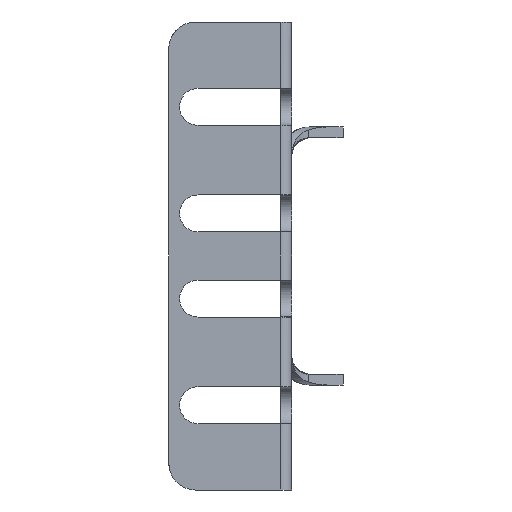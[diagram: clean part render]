
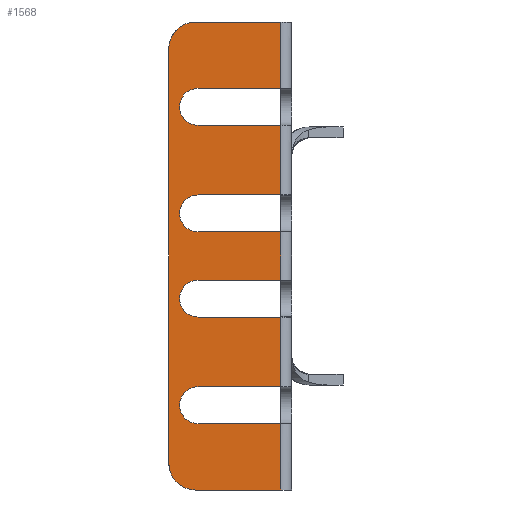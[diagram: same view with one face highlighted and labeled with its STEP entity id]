
A CAD part, left-side view. The second image highlights one B-rep face of the part: STEP entity #1568.
In plain terms, the highlighted free-form (B-spline) face has degree [1, 1] with [2, 2] control points.
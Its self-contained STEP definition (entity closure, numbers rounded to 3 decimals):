
#298=CARTESIAN_POINT('',(0.0,-16.7,-19.5));
#299=VERTEX_POINT('',#298);
#313=CARTESIAN_POINT('',(0.0,-4.35,-19.5));
#314=VERTEX_POINT('',#313);
#315=CARTESIAN_POINT('',(0.0,-16.7,-19.5));
#316=CARTESIAN_POINT('',(0.0,-4.35,-19.5));
#317=QUASI_UNIFORM_CURVE('',1,(#315,#316),.UNSPECIFIED.,.F.,.U.);
#318=EDGE_CURVE('',#299,#314,#317,.T.);
#347=CARTESIAN_POINT('',(0.0,-16.7,-25.0));
#348=VERTEX_POINT('',#347);
#380=CARTESIAN_POINT('',(0.0,-4.35,-25.0));
#381=VERTEX_POINT('',#380);
#387=CARTESIAN_POINT('',(0.0,-4.35,-25.0));
#388=CARTESIAN_POINT('',(0.0,-16.7,-25.0));
#389=QUASI_UNIFORM_CURVE('',1,(#387,#388),.UNSPECIFIED.,.F.,.U.);
#390=EDGE_CURVE('',#381,#348,#389,.T.);
#413=CARTESIAN_POINT('',(0.0,-4.35,-19.5));
#414=CARTESIAN_POINT('',(0.0,-1.6,-19.5));
#415=CARTESIAN_POINT('',(0.0,-1.6,-22.25));
#416=CARTESIAN_POINT('',(0.0,-1.6,-25.0));
#417=CARTESIAN_POINT('',(0.0,-4.35,-25.0));
#425=(BOUNDED_CURVE()B_SPLINE_CURVE(2,(#413,#414,#415,#416,#417),.UNSPECIFIED.,.F.,.U.)B_SPLINE_CURVE_WITH_KNOTS((3,2,3),(0.0,0.5,1.0),.UNSPECIFIED.)CURVE()GEOMETRIC_REPRESENTATION_ITEM()RATIONAL_B_SPLINE_CURVE((1.0,0.707,1.0,0.707,1.0))REPRESENTATION_ITEM(''));
#426=EDGE_CURVE('',#314,#381,#425,.T.);
#524=CARTESIAN_POINT('',(0.0,-16.7,-3.6));
#525=VERTEX_POINT('',#524);
#539=CARTESIAN_POINT('',(0.0,-4.35,-3.6));
#540=VERTEX_POINT('',#539);
#541=CARTESIAN_POINT('',(0.0,-16.7,-3.6));
#542=CARTESIAN_POINT('',(0.0,-4.35,-3.6));
#543=QUASI_UNIFORM_CURVE('',1,(#541,#542),.UNSPECIFIED.,.F.,.U.);
#544=EDGE_CURVE('',#525,#540,#543,.T.);
#573=CARTESIAN_POINT('',(0.0,-16.7,-9.1));
#574=VERTEX_POINT('',#573);
#606=CARTESIAN_POINT('',(0.0,-4.35,-9.1));
#607=VERTEX_POINT('',#606);
#613=CARTESIAN_POINT('',(0.0,-4.35,-9.1));
#614=CARTESIAN_POINT('',(0.0,-16.7,-9.1));
#615=QUASI_UNIFORM_CURVE('',1,(#613,#614),.UNSPECIFIED.,.F.,.U.);
#616=EDGE_CURVE('',#607,#574,#615,.T.);
#639=CARTESIAN_POINT('',(0.0,-4.35,-3.6));
#640=CARTESIAN_POINT('',(0.0,-1.6,-3.6));
#641=CARTESIAN_POINT('',(0.0,-1.6,-6.35));
#642=CARTESIAN_POINT('',(0.0,-1.6,-9.1));
#643=CARTESIAN_POINT('',(0.0,-4.35,-9.1));
#651=(BOUNDED_CURVE()B_SPLINE_CURVE(2,(#639,#640,#641,#642,#643),.UNSPECIFIED.,.F.,.U.)B_SPLINE_CURVE_WITH_KNOTS((3,2,3),(0.0,0.5,1.0),.UNSPECIFIED.)CURVE()GEOMETRIC_REPRESENTATION_ITEM()RATIONAL_B_SPLINE_CURVE((1.0,0.707,1.0,0.707,1.0))REPRESENTATION_ITEM(''));
#652=EDGE_CURVE('',#540,#607,#651,.T.);
#750=CARTESIAN_POINT('',(0.0,-16.7,9.1));
#751=VERTEX_POINT('',#750);
#765=CARTESIAN_POINT('',(0.0,-4.35,9.1));
#766=VERTEX_POINT('',#765);
#767=CARTESIAN_POINT('',(0.0,-16.7,9.1));
#768=CARTESIAN_POINT('',(0.0,-4.35,9.1));
#769=QUASI_UNIFORM_CURVE('',1,(#767,#768),.UNSPECIFIED.,.F.,.U.);
#770=EDGE_CURVE('',#751,#766,#769,.T.);
#799=CARTESIAN_POINT('',(0.0,-16.7,3.6));
#800=VERTEX_POINT('',#799);
#832=CARTESIAN_POINT('',(0.0,-4.35,3.6));
#833=VERTEX_POINT('',#832);
#839=CARTESIAN_POINT('',(0.0,-4.35,3.6));
#840=CARTESIAN_POINT('',(0.0,-16.7,3.6));
#841=QUASI_UNIFORM_CURVE('',1,(#839,#840),.UNSPECIFIED.,.F.,.U.);
#842=EDGE_CURVE('',#833,#800,#841,.T.);
#865=CARTESIAN_POINT('',(0.0,-4.35,9.1));
#866=CARTESIAN_POINT('',(0.0,-1.6,9.1));
#867=CARTESIAN_POINT('',(0.0,-1.6,6.35));
#868=CARTESIAN_POINT('',(0.0,-1.6,3.6));
#869=CARTESIAN_POINT('',(0.0,-4.35,3.6));
#877=(BOUNDED_CURVE()B_SPLINE_CURVE(2,(#865,#866,#867,#868,#869),.UNSPECIFIED.,.F.,.U.)B_SPLINE_CURVE_WITH_KNOTS((3,2,3),(0.0,0.5,1.0),.UNSPECIFIED.)CURVE()GEOMETRIC_REPRESENTATION_ITEM()RATIONAL_B_SPLINE_CURVE((1.0,0.707,1.0,0.707,1.0))REPRESENTATION_ITEM(''));
#878=EDGE_CURVE('',#766,#833,#877,.T.);
#976=CARTESIAN_POINT('',(0.0,-16.7,25.0));
#977=VERTEX_POINT('',#976);
#991=CARTESIAN_POINT('',(0.0,-4.35,25.0));
#992=VERTEX_POINT('',#991);
#993=CARTESIAN_POINT('',(0.0,-16.7,25.0));
#994=CARTESIAN_POINT('',(0.0,-4.35,25.0));
#995=QUASI_UNIFORM_CURVE('',1,(#993,#994),.UNSPECIFIED.,.F.,.U.);
#996=EDGE_CURVE('',#977,#992,#995,.T.);
#1025=CARTESIAN_POINT('',(0.0,-16.7,19.5));
#1026=VERTEX_POINT('',#1025);
#1056=CARTESIAN_POINT('',(0.0,-4.35,19.5));
#1057=VERTEX_POINT('',#1056);
#1063=CARTESIAN_POINT('',(0.0,-4.35,19.5));
#1064=CARTESIAN_POINT('',(0.0,-16.7,19.5));
#1065=QUASI_UNIFORM_CURVE('',1,(#1063,#1064),.UNSPECIFIED.,.F.,.U.);
#1066=EDGE_CURVE('',#1057,#1026,#1065,.T.);
#1089=CARTESIAN_POINT('',(0.0,-4.35,25.0));
#1090=CARTESIAN_POINT('',(0.0,-1.6,25.0));
#1091=CARTESIAN_POINT('',(0.0,-1.6,22.25));
#1092=CARTESIAN_POINT('',(0.0,-1.6,19.5));
#1093=CARTESIAN_POINT('',(0.0,-4.35,19.5));
#1101=(BOUNDED_CURVE()B_SPLINE_CURVE(2,(#1089,#1090,#1091,#1092,#1093),.UNSPECIFIED.,.F.,.U.)B_SPLINE_CURVE_WITH_KNOTS((3,2,3),(0.0,0.5,1.0),.UNSPECIFIED.)CURVE()GEOMETRIC_REPRESENTATION_ITEM()RATIONAL_B_SPLINE_CURVE((1.0,0.707,1.0,0.707,1.0))REPRESENTATION_ITEM(''));
#1102=EDGE_CURVE('',#992,#1057,#1101,.T.);
#1138=CARTESIAN_POINT('',(0.0,-4.0,34.9));
#1139=VERTEX_POINT('',#1138);
#1140=CARTESIAN_POINT('',(0.0,0.0,30.9));
#1141=VERTEX_POINT('',#1140);
#1142=CARTESIAN_POINT('',(0.0,-4.0,34.9));
#1143=CARTESIAN_POINT('',(0.0,0.0,34.9));
#1144=CARTESIAN_POINT('',(0.0,0.0,30.9));
#1152=(BOUNDED_CURVE()B_SPLINE_CURVE(2,(#1142,#1143,#1144),.UNSPECIFIED.,.F.,.U.)CURVE()GEOMETRIC_REPRESENTATION_ITEM()QUASI_UNIFORM_CURVE()RATIONAL_B_SPLINE_CURVE((1.0,0.707,1.0))REPRESENTATION_ITEM(''));
#1153=EDGE_CURVE('',#1139,#1141,#1152,.T.);
#1216=CARTESIAN_POINT('',(0.0,-4.0,-34.9));
#1217=VERTEX_POINT('',#1216);
#1223=CARTESIAN_POINT('',(0.0,0.0,-30.9));
#1224=VERTEX_POINT('',#1223);
#1225=CARTESIAN_POINT('',(0.0,0.0,-30.9));
#1226=CARTESIAN_POINT('',(0.0,0.0,-34.9));
#1227=CARTESIAN_POINT('',(0.0,-4.0,-34.9));
#1235=(BOUNDED_CURVE()B_SPLINE_CURVE(2,(#1225,#1226,#1227),.UNSPECIFIED.,.F.,.U.)CURVE()GEOMETRIC_REPRESENTATION_ITEM()QUASI_UNIFORM_CURVE()RATIONAL_B_SPLINE_CURVE((1.0,0.707,1.0))REPRESENTATION_ITEM(''));
#1236=EDGE_CURVE('',#1224,#1217,#1235,.T.);
#1334=CARTESIAN_POINT('',(0.0,-16.7,34.9));
#1335=VERTEX_POINT('',#1334);
#1349=CARTESIAN_POINT('',(0.0,-16.7,25.0));
#1350=CARTESIAN_POINT('',(0.0,-16.7,34.9));
#1351=QUASI_UNIFORM_CURVE('',1,(#1349,#1350),.UNSPECIFIED.,.F.,.U.);
#1352=EDGE_CURVE('',#977,#1335,#1351,.T.);
#1364=CARTESIAN_POINT('',(0.0,0.0,-30.9));
#1365=CARTESIAN_POINT('',(0.0,0.0,30.9));
#1366=QUASI_UNIFORM_CURVE('',1,(#1364,#1365),.UNSPECIFIED.,.F.,.U.);
#1367=EDGE_CURVE('',#1224,#1141,#1366,.T.);
#1497=CARTESIAN_POINT('',(0.0,-4.0,34.9));
#1498=CARTESIAN_POINT('',(0.0,-16.7,34.9));
#1499=QUASI_UNIFORM_CURVE('',1,(#1497,#1498),.UNSPECIFIED.,.F.,.U.);
#1500=EDGE_CURVE('',#1139,#1335,#1499,.T.);
#1517=CARTESIAN_POINT('',(0.0,-17.534,38.387));
#1518=CARTESIAN_POINT('',(0.0,-17.534,-38.387));
#1519=CARTESIAN_POINT('',(0.0,0.834,38.387));
#1520=CARTESIAN_POINT('',(0.0,0.834,-38.387));
#1521=B_SPLINE_SURFACE_WITH_KNOTS('',1,1,((#1517,#1519),(#1518,#1520)),.UNSPECIFIED.,.F.,.F.,.U.,(2,2),(2,2),(0.0,76.773),(0.0,18.368),.UNSPECIFIED.);
#1522=CARTESIAN_POINT('',(0.0,-16.7,-34.9));
#1523=VERTEX_POINT('',#1522);
#1524=CARTESIAN_POINT('',(0.0,-16.7,-34.9));
#1525=CARTESIAN_POINT('',(0.0,-16.7,-25.0));
#1526=QUASI_UNIFORM_CURVE('',1,(#1524,#1525),.UNSPECIFIED.,.F.,.U.);
#1527=EDGE_CURVE('',#1523,#348,#1526,.T.);
#1528=ORIENTED_EDGE('',*,*,#1527,.T.);
#1529=ORIENTED_EDGE('',*,*,#390,.F.);
#1530=ORIENTED_EDGE('',*,*,#426,.F.);
#1531=ORIENTED_EDGE('',*,*,#318,.F.);
#1532=CARTESIAN_POINT('',(0.0,-16.7,-19.5));
#1533=CARTESIAN_POINT('',(0.0,-16.7,-9.1));
#1534=QUASI_UNIFORM_CURVE('',1,(#1532,#1533),.UNSPECIFIED.,.F.,.U.);
#1535=EDGE_CURVE('',#299,#574,#1534,.T.);
#1536=ORIENTED_EDGE('',*,*,#1535,.T.);
#1537=ORIENTED_EDGE('',*,*,#616,.F.);
#1538=ORIENTED_EDGE('',*,*,#652,.F.);
#1539=ORIENTED_EDGE('',*,*,#544,.F.);
#1540=CARTESIAN_POINT('',(0.0,-16.7,-3.6));
#1541=CARTESIAN_POINT('',(0.0,-16.7,3.6));
#1542=QUASI_UNIFORM_CURVE('',1,(#1540,#1541),.UNSPECIFIED.,.F.,.U.);
#1543=EDGE_CURVE('',#525,#800,#1542,.T.);
#1544=ORIENTED_EDGE('',*,*,#1543,.T.);
#1545=ORIENTED_EDGE('',*,*,#842,.F.);
#1546=ORIENTED_EDGE('',*,*,#878,.F.);
#1547=ORIENTED_EDGE('',*,*,#770,.F.);
#1548=CARTESIAN_POINT('',(0.0,-16.7,9.1));
#1549=CARTESIAN_POINT('',(0.0,-16.7,19.5));
#1550=QUASI_UNIFORM_CURVE('',1,(#1548,#1549),.UNSPECIFIED.,.F.,.U.);
#1551=EDGE_CURVE('',#751,#1026,#1550,.T.);
#1552=ORIENTED_EDGE('',*,*,#1551,.T.);
#1553=ORIENTED_EDGE('',*,*,#1066,.F.);
#1554=ORIENTED_EDGE('',*,*,#1102,.F.);
#1555=ORIENTED_EDGE('',*,*,#996,.F.);
#1556=ORIENTED_EDGE('',*,*,#1352,.T.);
#1557=ORIENTED_EDGE('',*,*,#1500,.F.);
#1558=ORIENTED_EDGE('',*,*,#1153,.T.);
#1559=ORIENTED_EDGE('',*,*,#1367,.F.);
#1560=ORIENTED_EDGE('',*,*,#1236,.T.);
#1561=CARTESIAN_POINT('',(0.0,-4.0,-34.9));
#1562=CARTESIAN_POINT('',(0.0,-16.7,-34.9));
#1563=QUASI_UNIFORM_CURVE('',1,(#1561,#1562),.UNSPECIFIED.,.F.,.U.);
#1564=EDGE_CURVE('',#1217,#1523,#1563,.T.);
#1565=ORIENTED_EDGE('',*,*,#1564,.T.);
#1566=EDGE_LOOP('',(#1528,#1529,#1530,#1531,#1536,#1537,#1538,#1539,#1544,#1545,#1546,#1547,#1552,#1553,#1554,#1555,#1556,#1557,#1558,#1559,#1560,#1565));
#1567=FACE_OUTER_BOUND('',#1566,.T.);
#1568=ADVANCED_FACE('',(#1567),#1521,.F.);
